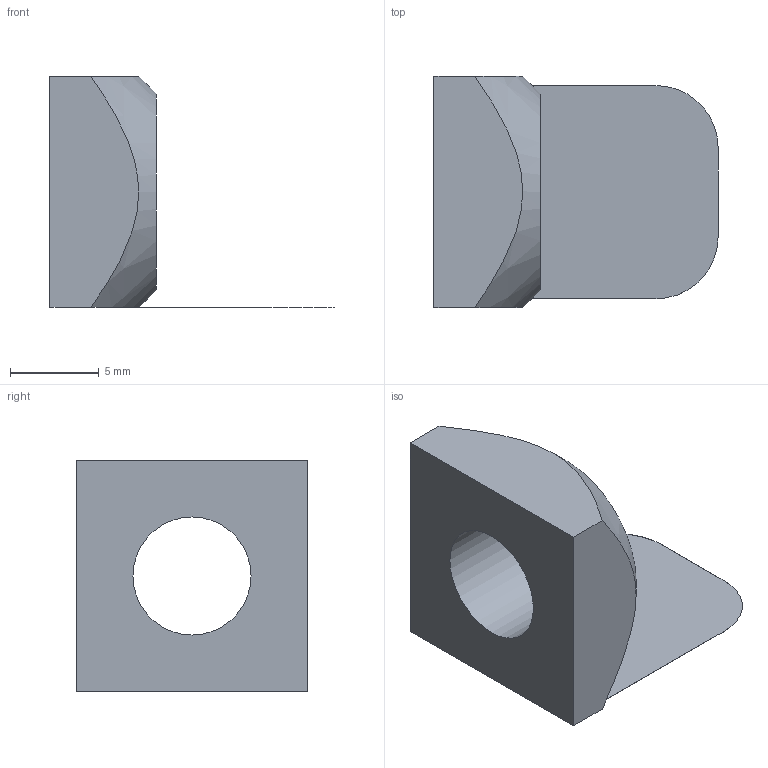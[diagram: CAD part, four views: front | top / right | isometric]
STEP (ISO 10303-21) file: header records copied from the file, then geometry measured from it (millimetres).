
FILE_DESCRIPTION(/* description */ ('Nakrętka M8 ze sprężyną 45-8'),/* implementation_level */ '2;1');
FILE_NAME(/* name */ '210802.stp',/* time_stamp */ '2022-09-20T13:31:44+02:00',/* author */ ('aluteckkpl_tw'),/* organization */ (''),/* preprocessor_version */ 'ST-DEVELOPER v18.1',/* originating_system */ 'Autodesk Inventor 2021',/* authorisation */ '');
FILE_SCHEMA (('AUTOMOTIVE_DESIGN { 1 0 10303 214 3 1 1 }'));
Length unit declared in the file: millimetre
Products named in the file (1): 210802-ZP
Bounding box: 16 x 13 x 13 mm (x, y, z)
Volume: 721.9 mm3; surface area: 908.1 mm2
Topology: 1 solids, 1 shells, 14 faces, 38 edges, 26 vertices
Faces by surface type: plane 10, cylinder 3, cone 1
Full cylindrical faces by diameter (mm): 6.647 x1
Entity records: 483 total; most frequent: CARTESIAN_POINT 97, ORIENTED_EDGE 76, DIRECTION 68, EDGE_CURVE 38, VERTEX_POINT 26, AXIS2_PLACEMENT_3D 24, LINE 20, VECTOR 20
